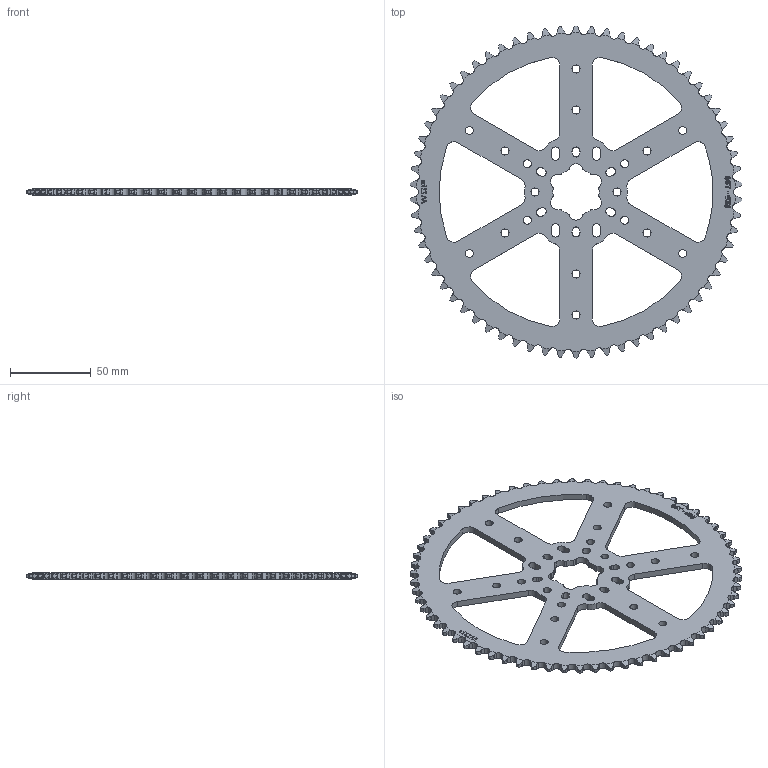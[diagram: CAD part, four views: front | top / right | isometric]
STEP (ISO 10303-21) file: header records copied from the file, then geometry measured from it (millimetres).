
FILE_DESCRIPTION (( 'STEP AP214' ), '1' );
FILE_NAME ('WCP-0988 Rev2.step', '2023-12-13T23:19:36', ( '' ), ( '' ), 'SwSTEP 2.0', 'SolidWorks 2022', '' );
FILE_SCHEMA (( 'AUTOMOTIVE_DESIGN' ));
Length unit declared in the file: inch
Products named in the file (1): WCP-0988 Rev2
Bounding box: 205.48 x 205.67 x 4 mm (x, y, z)
Volume: 67824.1 mm3; surface area: 44346.5 mm2
Topology: 1 solids, 1 shells, 1034 faces, 3054 edges, 2036 vertices
Faces by surface type: cylinder 572, plane 281, cone 132, bspline 49
Entity records: 39040 total; most frequent: CARTESIAN_POINT 12250, ORIENTED_EDGE 6108, DIRECTION 5076, EDGE_CURVE 3054, VERTEX_POINT 2036, AXIS2_PLACEMENT_3D 1962, VECTOR 1152, LINE 1152
